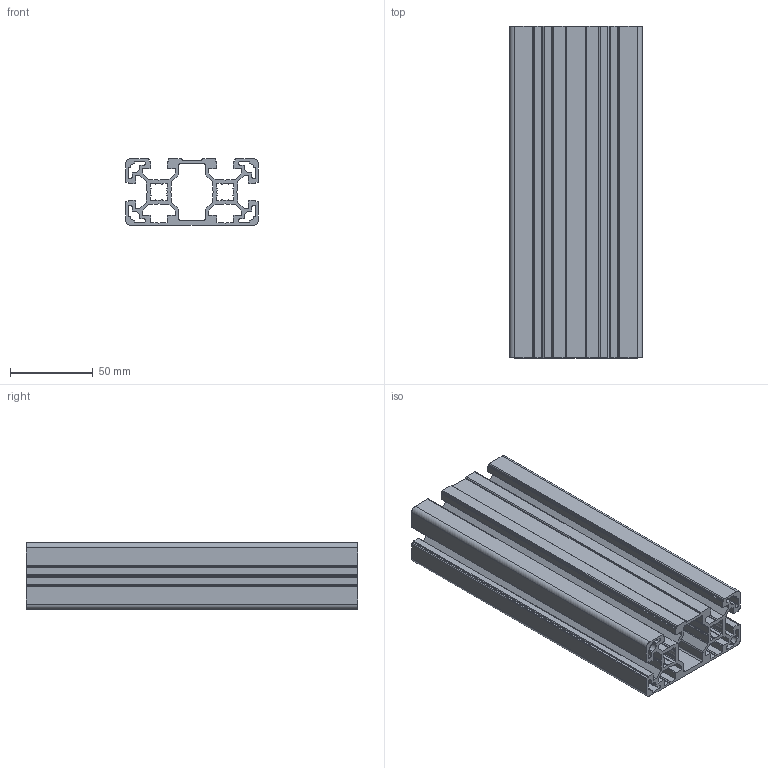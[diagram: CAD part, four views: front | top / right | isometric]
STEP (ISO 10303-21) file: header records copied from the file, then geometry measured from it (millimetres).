
FILE_DESCRIPTION (( 'STEP AP203' ), '1' );
FILE_NAME ('411993424_c_1.STEP', '2022-10-24T10:56:46', ( '' ), ( '' ), 'SwSTEP 2.0', 'SolidWorks 2014', '' );
FILE_SCHEMA (( 'CONFIG_CONTROL_DESIGN' ));
Length unit declared in the file: millimetre
Products named in the file (1): 411993424_c_1
Bounding box: 80 x 200 x 40 mm (x, y, z)
Volume: 208795.1 mm3; surface area: 172414.1 mm2
Topology: 1 solids, 1 shells, 366 faces, 1092 edges, 728 vertices
Faces by surface type: plane 192, cylinder 174
Entity records: 12497 total; most frequent: CARTESIAN_POINT 2187, ORIENTED_EDGE 2184, DIRECTION 2174, EDGE_CURVE 1092, VECTOR 744, LINE 744, VERTEX_POINT 728, AXIS2_PLACEMENT_3D 715
